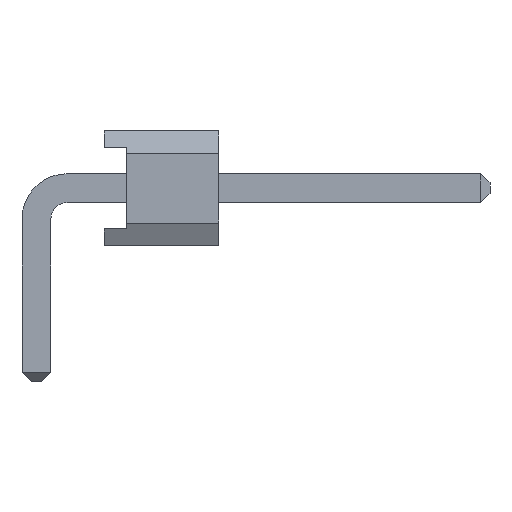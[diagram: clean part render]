
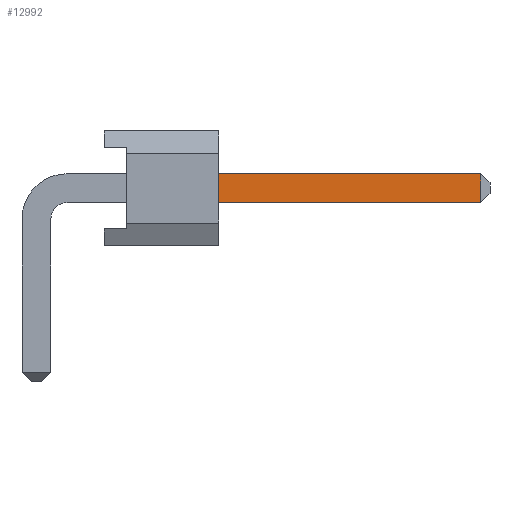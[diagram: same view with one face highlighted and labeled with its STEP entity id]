
A CAD part, front view. The second image highlights one B-rep face of the part: STEP entity #12992.
In plain terms, the highlighted face is planar.
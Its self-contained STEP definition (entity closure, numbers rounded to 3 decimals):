
#2212=ORIENTED_EDGE('',*,*,#3833,.T.);
#2213=ORIENTED_EDGE('',*,*,#3757,.F.);
#2214=ORIENTED_EDGE('',*,*,#3830,.T.);
#2215=ORIENTED_EDGE('',*,*,#3823,.T.);
#3757=EDGE_CURVE('',#4721,#4718,#5847,.T.);
#3823=EDGE_CURVE('',#4787,#4786,#5913,.T.);
#3830=EDGE_CURVE('',#4721,#4787,#5920,.T.);
#3833=EDGE_CURVE('',#4786,#4718,#5923,.T.);
#4718=VERTEX_POINT('',#18150);
#4721=VERTEX_POINT('',#18155);
#4786=VERTEX_POINT('',#18288);
#4787=VERTEX_POINT('',#18290);
#5847=LINE('',#18156,#7101);
#5913=LINE('',#18289,#7167);
#5920=LINE('',#18303,#7174);
#5923=LINE('',#18307,#7177);
#7101=VECTOR('',#15527,1000.);
#7167=VECTOR('',#15597,1000.);
#7174=VECTOR('',#15612,1000.);
#7177=VECTOR('',#15617,1000.);
#7830=EDGE_LOOP('',(#2212,#2213,#2214,#2215));
#8378=FACE_BOUND('',#7830,.T.);
#8862=PLANE('',#13579);
#12992=ADVANCED_FACE('',(#8378),#8862,.F.);
#13579=AXIS2_PLACEMENT_3D('',#18309,#15620,#15621);
#15527=DIRECTION('',(0.,-1.,0.));
#15597=DIRECTION('',(0.,-1.,0.));
#15612=DIRECTION('',(0.,0.,1.));
#15617=DIRECTION('',(0.,0.,-1.));
#15620=DIRECTION('',(-1.,0.,0.));
#15621=DIRECTION('',(0.,0.,1.));
#18150=CARTESIAN_POINT('',(19.37,-0.32,1.27));
#18155=CARTESIAN_POINT('',(19.37,0.32,1.27));
#18156=CARTESIAN_POINT('',(19.37,0.32,1.27));
#18288=CARTESIAN_POINT('',(19.37,-0.32,7.07));
#18289=CARTESIAN_POINT('',(19.37,0.68,7.07));
#18290=CARTESIAN_POINT('',(19.37,0.32,7.07));
#18303=CARTESIAN_POINT('',(19.37,0.32,-2.09));
#18307=CARTESIAN_POINT('',(19.37,-0.32,-2.09));
#18309=CARTESIAN_POINT('',(19.37,0.68,-2.09));
